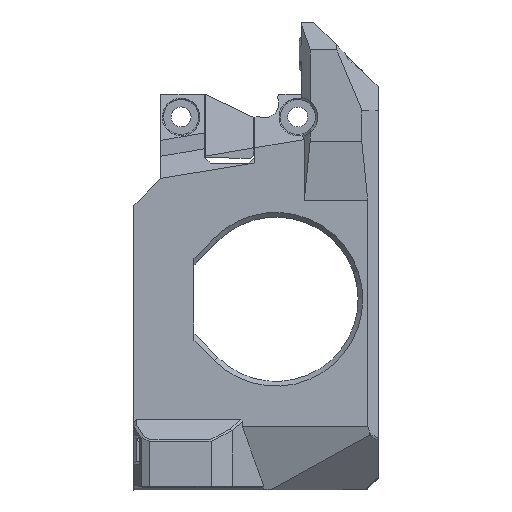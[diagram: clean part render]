
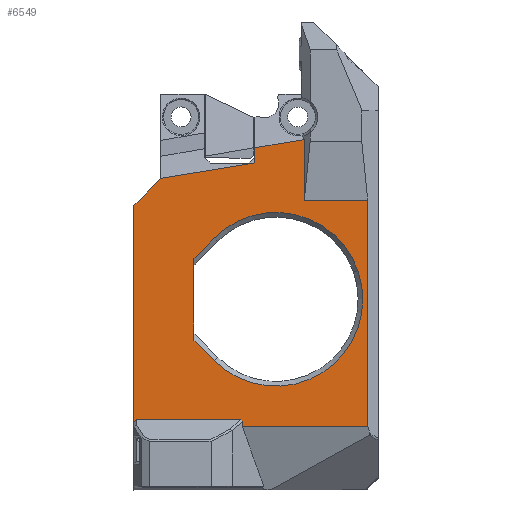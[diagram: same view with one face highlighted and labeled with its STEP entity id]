
A CAD part, left-side view. The second image highlights one B-rep face of the part: STEP entity #6549.
In plain terms, the highlighted planar face has unit normal (-1, 0, 0).
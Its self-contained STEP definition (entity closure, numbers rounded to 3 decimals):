
#135=FACE_BOUND('',#1019,.T.);
#204=CIRCLE('',#6831,14.8);
#248=CIRCLE('',#7046,14.8);
#651=FACE_OUTER_BOUND('',#1018,.T.);
#1018=EDGE_LOOP('',(#5916,#5917,#5918,#5919,#5920,#5921,#5922,#5923,#5924,
#5925,#5926,#5927,#5928,#5929));
#1019=EDGE_LOOP('',(#5930,#5931,#5932,#5933,#5934));
#1166=LINE('',#9405,#1887);
#1433=LINE('',#10252,#2154);
#1439=LINE('',#10267,#2160);
#1447=LINE('',#10284,#2168);
#1497=LINE('',#11032,#2218);
#1500=LINE('',#11038,#2221);
#1507=LINE('',#11054,#2228);
#1522=LINE('',#11095,#2243);
#1547=LINE('',#11151,#2268);
#1587=LINE('',#11230,#2308);
#1612=LINE('',#11287,#2333);
#1742=LINE('',#12136,#2463);
#1746=LINE('',#12242,#2467);
#1747=LINE('',#12245,#2468);
#1749=LINE('',#12248,#2470);
#1795=LINE('',#12368,#2516);
#1800=LINE('',#12378,#2521);
#1887=VECTOR('',#7211,10.);
#2154=VECTOR('',#7944,10.);
#2160=VECTOR('',#7958,10.);
#2168=VECTOR('',#7970,10.);
#2218=VECTOR('',#8104,10.);
#2221=VECTOR('',#8111,10.);
#2228=VECTOR('',#8128,10.);
#2243=VECTOR('',#8165,10.);
#2268=VECTOR('',#8212,10.);
#2308=VECTOR('',#8264,10.);
#2333=VECTOR('',#8303,10.);
#2463=VECTOR('',#8633,10.);
#2467=VECTOR('',#8639,10.);
#2468=VECTOR('',#8642,10.);
#2470=VECTOR('',#8646,10.);
#2516=VECTOR('',#8736,10.);
#2521=VECTOR('',#8751,10.);
#2620=VERTEX_POINT('',#9402);
#2621=VERTEX_POINT('',#9404);
#2818=VERTEX_POINT('',#10237);
#2821=VERTEX_POINT('',#10244);
#2823=VERTEX_POINT('',#10250);
#2828=VERTEX_POINT('',#10266);
#2834=VERTEX_POINT('',#10281);
#2835=VERTEX_POINT('',#10283);
#2884=VERTEX_POINT('',#11037);
#2887=VERTEX_POINT('',#11051);
#2888=VERTEX_POINT('',#11053);
#2922=VERTEX_POINT('',#11148);
#2923=VERTEX_POINT('',#11150);
#2956=VERTEX_POINT('',#11228);
#3087=VERTEX_POINT('',#12135);
#3088=VERTEX_POINT('',#12240);
#3089=VERTEX_POINT('',#12244);
#3118=VERTEX_POINT('',#12362);
#3119=VERTEX_POINT('',#12366);
#3237=EDGE_CURVE('',#2620,#2621,#1166,.T.);
#3589=EDGE_CURVE('',#2818,#2821,#204,.T.);
#3592=EDGE_CURVE('',#2823,#2821,#1433,.T.);
#3599=EDGE_CURVE('',#2828,#2621,#1439,.T.);
#3607=EDGE_CURVE('',#2835,#2834,#1447,.T.);
#3694=EDGE_CURVE('',#2834,#2828,#1497,.T.);
#3697=EDGE_CURVE('',#2884,#2835,#1500,.T.);
#3704=EDGE_CURVE('',#2888,#2887,#1507,.T.);
#3725=EDGE_CURVE('',#2887,#2884,#1522,.T.);
#3752=EDGE_CURVE('',#2923,#2922,#1547,.T.);
#3792=EDGE_CURVE('',#2956,#2922,#1587,.F.);
#3821=EDGE_CURVE('',#2956,#2888,#1612,.T.);
#4004=EDGE_CURVE('',#3087,#2923,#1742,.T.);
#4008=EDGE_CURVE('',#3088,#2620,#1746,.T.);
#4009=EDGE_CURVE('',#3088,#3089,#1747,.T.);
#4011=EDGE_CURVE('',#3089,#3087,#1749,.T.);
#4057=EDGE_CURVE('',#2818,#3118,#248,.T.);
#4060=EDGE_CURVE('',#3118,#3119,#1795,.T.);
#4065=EDGE_CURVE('',#2823,#3119,#1800,.T.);
#5916=ORIENTED_EDGE('',*,*,#3725,.T.);
#5917=ORIENTED_EDGE('',*,*,#3697,.T.);
#5918=ORIENTED_EDGE('',*,*,#3607,.T.);
#5919=ORIENTED_EDGE('',*,*,#3694,.T.);
#5920=ORIENTED_EDGE('',*,*,#3599,.T.);
#5921=ORIENTED_EDGE('',*,*,#3237,.F.);
#5922=ORIENTED_EDGE('',*,*,#4008,.F.);
#5923=ORIENTED_EDGE('',*,*,#4009,.T.);
#5924=ORIENTED_EDGE('',*,*,#4011,.T.);
#5925=ORIENTED_EDGE('',*,*,#4004,.T.);
#5926=ORIENTED_EDGE('',*,*,#3752,.T.);
#5927=ORIENTED_EDGE('',*,*,#3792,.F.);
#5928=ORIENTED_EDGE('',*,*,#3821,.T.);
#5929=ORIENTED_EDGE('',*,*,#3704,.T.);
#5930=ORIENTED_EDGE('',*,*,#4065,.T.);
#5931=ORIENTED_EDGE('',*,*,#4060,.F.);
#5932=ORIENTED_EDGE('',*,*,#4057,.F.);
#5933=ORIENTED_EDGE('',*,*,#3589,.T.);
#5934=ORIENTED_EDGE('',*,*,#3592,.F.);
#6200=PLANE('',#7052);
#6549=ADVANCED_FACE('',(#651,#135),#6200,.T.);
#6831=AXIS2_PLACEMENT_3D('',#10246,#7938,#7939);
#7046=AXIS2_PLACEMENT_3D('',#12363,#8730,#8731);
#7052=AXIS2_PLACEMENT_3D('',#12377,#8749,#8750);
#7211=DIRECTION('',(0.,1.,0.));
#7938=DIRECTION('center_axis',(1.,0.,0.));
#7939=DIRECTION('ref_axis',(0.,0.707,-0.707));
#7944=DIRECTION('',(0.,-0.707,-0.707));
#7958=DIRECTION('',(0.,0.,-1.));
#7970=DIRECTION('',(0.,-1.,0.));
#8104=DIRECTION('',(0.,-0.72,-0.694));
#8111=DIRECTION('',(0.,-0.591,0.807));
#8128=DIRECTION('',(0.,0.707,-0.707));
#8165=DIRECTION('',(0.,0.,-1.));
#8212=DIRECTION('',(0.,0.,-1.));
#8264=DIRECTION('',(0.,0.987,-0.163));
#8303=DIRECTION('',(0.,0.,-1.));
#8633=DIRECTION('',(0.,0.987,-0.163));
#8639=DIRECTION('',(0.,0.,-1.));
#8642=DIRECTION('',(0.,1.,0.));
#8646=DIRECTION('',(0.,0.,1.));
#8730=DIRECTION('center_axis',(-1.,0.,0.));
#8731=DIRECTION('ref_axis',(0.,-0.707,0.707));
#8736=DIRECTION('',(0.,0.707,-0.707));
#8749=DIRECTION('center_axis',(-1.,0.,0.));
#8750=DIRECTION('ref_axis',(0.,0.,
-1.));
#8751=DIRECTION('',(0.,0.,1.));
#9402=CARTESIAN_POINT('',(-9.364,-12.181,30.243));
#9404=CARTESIAN_POINT('',(-9.364,9.18,30.243));
#9405=CARTESIAN_POINT('',(-9.364,-12.181,30.243));
#10237=CARTESIAN_POINT('',(-9.364,-10.562,56.74));
#10244=CARTESIAN_POINT('',(-9.364,13.909,41.489));
#10246=CARTESIAN_POINT('Origin',(-9.364,3.443,51.955));
#10250=CARTESIAN_POINT('',(-9.364,17.412,44.993));
#10252=CARTESIAN_POINT('',(-9.364,17.412,44.993));
#10266=CARTESIAN_POINT('',(-9.364,9.18,31.174));
#10267=CARTESIAN_POINT('',(-9.364,9.18,31.174));
#10281=CARTESIAN_POINT('',(-9.364,9.474,31.457));
#10283=CARTESIAN_POINT('',(-9.364,27.243,31.457));
#10284=CARTESIAN_POINT('',(-9.364,27.243,31.457));
#11032=CARTESIAN_POINT('',(-9.364,9.474,31.457));
#11037=CARTESIAN_POINT('',(-9.364,27.643,30.911));
#11038=CARTESIAN_POINT('',(-9.364,27.643,30.911));
#11051=CARTESIAN_POINT('',(-9.364,27.643,67.955));
#11053=CARTESIAN_POINT('',(-9.364,23.074,72.524));
#11054=CARTESIAN_POINT('',(-9.364,15.643,79.955));
#11095=CARTESIAN_POINT('',(-9.364,27.643,50.705));
#11148=CARTESIAN_POINT('',(-9.364,7.043,75.198));
#11150=CARTESIAN_POINT('',(-9.364,7.043,77.767));
#11151=CARTESIAN_POINT('',(-9.364,7.043,78.347));
#11228=CARTESIAN_POINT('',(-9.364,23.074,72.541));
#11230=CARTESIAN_POINT('',(-9.364,-4.521,77.114));
#11287=CARTESIAN_POINT('',(-9.364,23.074,63.059));
#12135=CARTESIAN_POINT('',(-9.364,-1.391,79.165));
#12136=CARTESIAN_POINT('',(-9.364,-4.107,79.615));
#12240=CARTESIAN_POINT('',(-9.364,-12.181,68.869));
#12242=CARTESIAN_POINT('',(-9.364,-12.181,70.057));
#12244=CARTESIAN_POINT('',(-9.364,-1.391,68.869));
#12245=CARTESIAN_POINT('',(-9.364,-6.807,68.869));
#12248=CARTESIAN_POINT('',(-9.364,-1.391,69.799));
#12362=CARTESIAN_POINT('',(-9.364,13.909,62.42));
#12363=CARTESIAN_POINT('Origin',(-9.364,3.443,51.955));
#12366=CARTESIAN_POINT('',(-9.364,17.412,58.916));
#12368=CARTESIAN_POINT('',(-9.364,6.993,69.335));
#12377=CARTESIAN_POINT('Origin',(-9.364,-11.357,72.955));
#12378=CARTESIAN_POINT('',(-9.364,17.412,44.993));
